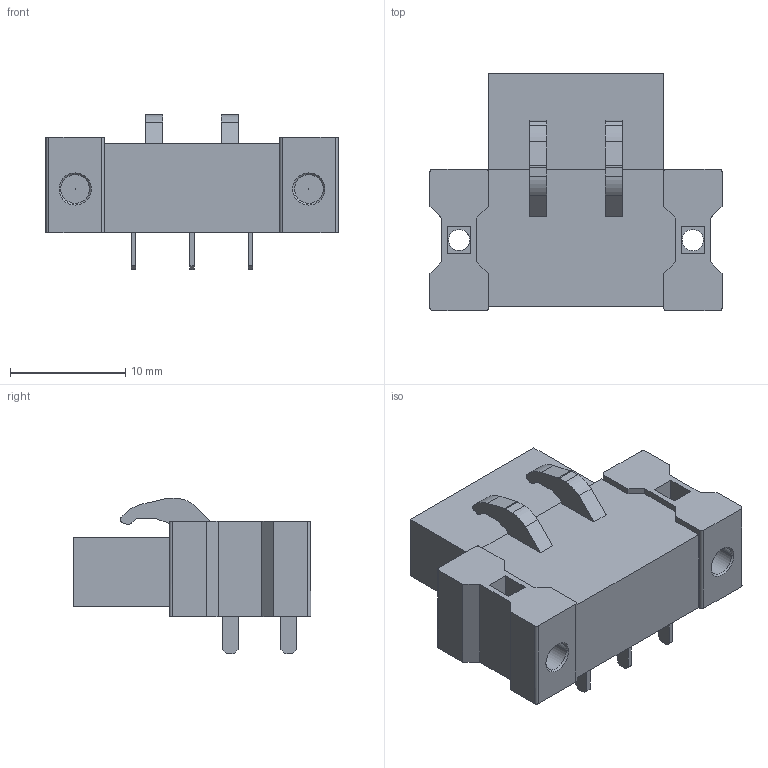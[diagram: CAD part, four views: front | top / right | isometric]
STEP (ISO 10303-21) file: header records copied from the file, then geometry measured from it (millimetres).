
FILE_DESCRIPTION(('CATIA V5 STEP Exchange','CAx-IF Rec.Pracs.--- Model Styling and Organization---1.4--- 2014-01-23'),'2;1');
FILE_NAME ('D1490045_0_1875420000_1875420000.stp','2021-06-17T06:38:31+00:00',('none'),('Weidmueller'),'CATIA Version 5-6 Release 2016 SP3 HF44','CATIA V5 STEP AP214','none');
FILE_SCHEMA(('AUTOMOTIVE_DESIGN { 1 0 10303 214 1 1 1 1 }'));
Length unit declared in the file: millimetre
Products named in the file (1): 1875420000
Bounding box: 25.4 x 20.65 x 13.48 mm (x, y, z)
Volume: 2985.6 mm3; surface area: 2035.4 mm2
Topology: 7 solids, 7 shells, 223 faces, 560 edges, 370 vertices
Faces by surface type: plane 163, cylinder 42, cone 18
Entity records: 6771 total; most frequent: CARTESIAN_POINT 1422, ORIENTED_EDGE 1120, DIRECTION 859, EDGE_CURVE 560, VECTOR 448, LINE 448, VERTEX_POINT 370, EDGE_LOOP 254
